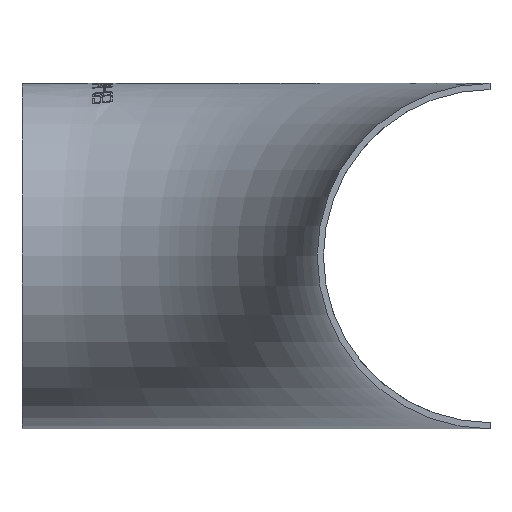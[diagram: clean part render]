
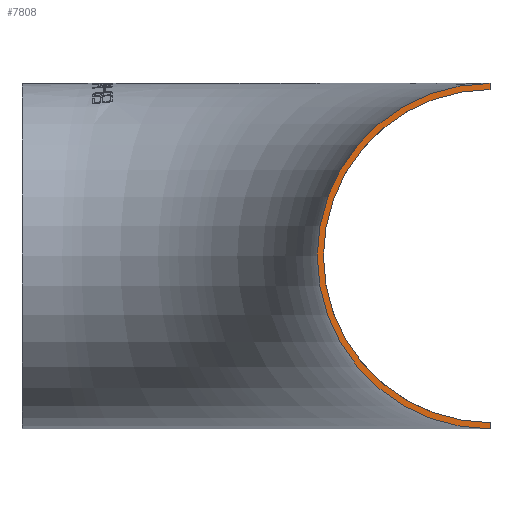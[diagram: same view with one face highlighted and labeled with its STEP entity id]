
A CAD part, left-side view. The second image highlights one B-rep face of the part: STEP entity #7808.
In plain terms, the highlighted planar face has unit normal (-1, 0, 0).
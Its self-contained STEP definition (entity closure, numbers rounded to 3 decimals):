
#127 = VECTOR ( 'NONE', #5797, 1000. ) ;
#1203 = EDGE_CURVE ( 'NONE', #12572, #6148, #4318, .T. ) ;
#1387 = DIRECTION ( 'NONE',  ( 0., 0., 1. ) ) ;
#2104 = CARTESIAN_POINT ( 'NONE',  ( 0., 0., -575.947 ) ) ;
#2214 = ORIENTED_EDGE ( 'NONE', *, *, #1203, .T. ) ;
#2320 = VECTOR ( 'NONE', #1387, 1000. ) ;
#2672 = CARTESIAN_POINT ( 'NONE',  ( 0., 0., 575.947 ) ) ;
#2721 = ORIENTED_EDGE ( 'NONE', *, *, #12337, .F. ) ;
#2726 = CARTESIAN_POINT ( 'NONE',  ( 0., 0., 84.15 ) ) ;
#2764 = DIRECTION ( 'NONE',  ( 1., 0., 0. ) ) ;
#3430 = VERTEX_POINT ( 'NONE', #6546 ) ;
#3460 = ORIENTED_EDGE ( 'NONE', *, *, #12495, .T. ) ;
#3690 = EDGE_LOOP ( 'NONE', ( #11760, #2721, #2214, #3460 ) ) ;
#4075 = DIRECTION ( 'NONE',  ( 1., 0., 0. ) ) ;
#4318 = LINE ( 'NONE', #2104, #2320 ) ;
#4546 = CARTESIAN_POINT ( 'NONE',  ( 0., 0., -84.15 ) ) ;
#4680 = AXIS2_PLACEMENT_3D ( 'NONE', #11405, #2764, #9469 ) ;
#4910 = CIRCLE ( 'NONE', #6381, 84.15 ) ;
#5332 = LINE ( 'NONE', #2672, #127 ) ;
#5797 = DIRECTION ( 'NONE',  ( 0., 0., -1. ) ) ;
#6148 = VERTEX_POINT ( 'NONE', #10560 ) ;
#6381 = AXIS2_PLACEMENT_3D ( 'NONE', #9903, #4075, #7918 ) ;
#6546 = CARTESIAN_POINT ( 'NONE',  ( 0., 0., 81.15 ) ) ;
#7237 = VERTEX_POINT ( 'NONE', #2726 ) ;
#7417 = EDGE_CURVE ( 'NONE', #7237, #3430, #5332, .T. ) ;
#7808 = ADVANCED_FACE ( 'NONE', ( #8651 ), #8373, .F. ) ;
#7918 = DIRECTION ( 'NONE',  ( 0., 0., -1. ) ) ;
#8373 = PLANE ( 'NONE',  #8583 ) ;
#8583 = AXIS2_PLACEMENT_3D ( 'NONE', #11332, #10356, #9396 ) ;
#8651 = FACE_OUTER_BOUND ( 'NONE', #3690, .T. ) ;
#9312 = CIRCLE ( 'NONE', #4680, 81.15 ) ;
#9396 = DIRECTION ( 'NONE',  ( 0., 0., -1. ) ) ;
#9469 = DIRECTION ( 'NONE',  ( 0., 0., -1. ) ) ;
#9903 = CARTESIAN_POINT ( 'NONE',  ( 0., 0., 0. ) ) ;
#10356 = DIRECTION ( 'NONE',  ( 1., 0., 0. ) ) ;
#10560 = CARTESIAN_POINT ( 'NONE',  ( 0., 0., -81.15 ) ) ;
#11332 = CARTESIAN_POINT ( 'NONE',  ( 0., 0., 0. ) ) ;
#11405 = CARTESIAN_POINT ( 'NONE',  ( 0., 0., 0. ) ) ;
#11760 = ORIENTED_EDGE ( 'NONE', *, *, #7417, .F. ) ;
#12337 = EDGE_CURVE ( 'NONE', #12572, #7237, #4910, .T. ) ;
#12495 = EDGE_CURVE ( 'NONE', #6148, #3430, #9312, .T. ) ;
#12572 = VERTEX_POINT ( 'NONE', #4546 ) ;
